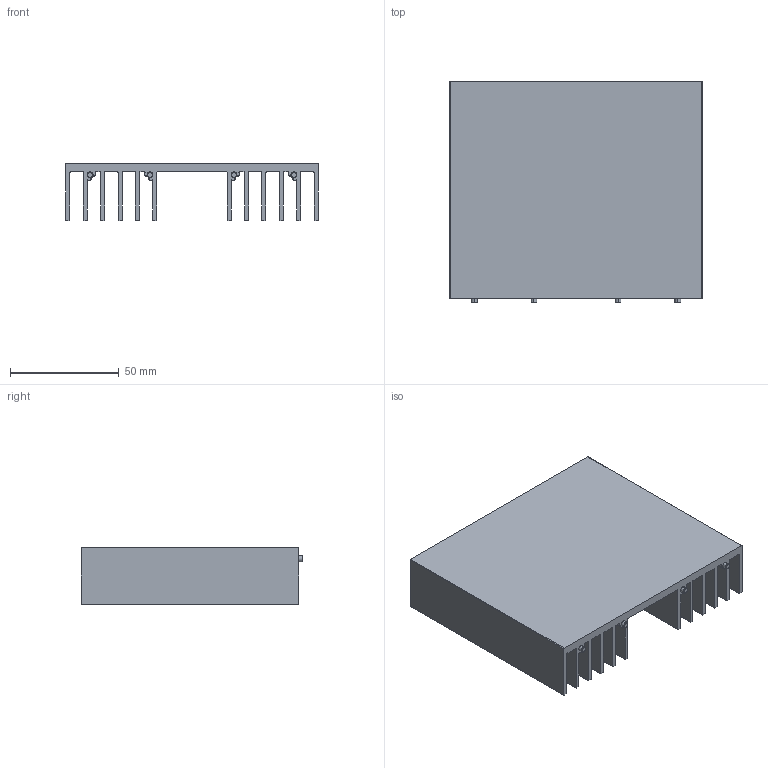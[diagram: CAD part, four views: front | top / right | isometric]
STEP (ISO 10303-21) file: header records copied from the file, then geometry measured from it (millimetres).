
FILE_DESCRIPTION (( 'STEP AP214' ), '1' );
FILE_NAME ('HS_.STEP', '2021-05-25T13:17:41', ( '' ), ( '' ), 'SwSTEP 2.0', 'SolidWorks 2015', '' );
FILE_SCHEMA (( 'AUTOMOTIVE_DESIGN' ));
Length unit declared in the file: millimetre
Products named in the file (3): HS_; HS_115-110; øòèôò
Assembly tree (5 placements, depth 2):
  HS_
    HS_115-110
    øòèôò  x4
Bounding box: 116 x 102 x 26.5 mm (x, y, z)
Volume: 97235.4 mm3; surface area: 81955.5 mm2
Topology: 5 solids, 5 shells, 158 faces, 428 edges, 280 vertices
Faces by surface type: cylinder 84, plane 58, cone 16
Entity records: 4592 total; most frequent: DIRECTION 830, CARTESIAN_POINT 784, ORIENTED_EDGE 772, EDGE_CURVE 386, AXIS2_PLACEMENT_3D 302, VERTEX_POINT 256, VECTOR 226, LINE 226
